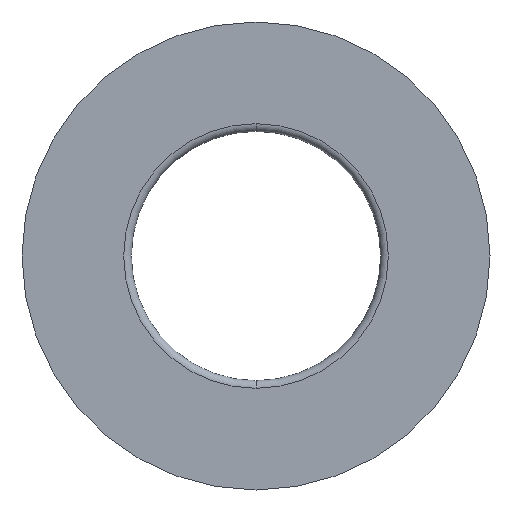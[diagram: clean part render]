
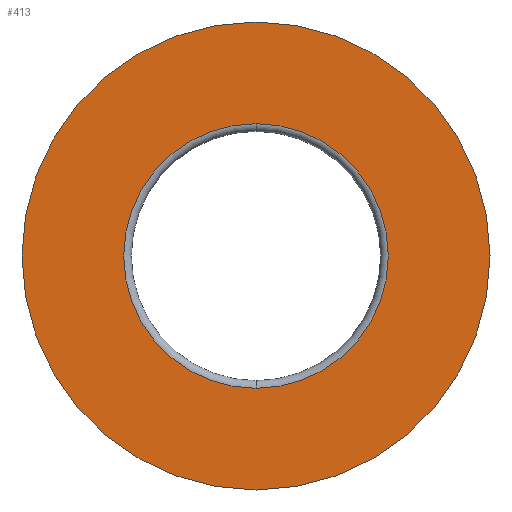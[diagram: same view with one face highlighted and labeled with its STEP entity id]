
A CAD part, front view. The second image highlights one B-rep face of the part: STEP entity #413.
In plain terms, the highlighted planar face has unit normal (0, -1, 0).
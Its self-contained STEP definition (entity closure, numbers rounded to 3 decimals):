
#21 = AXIS2_PLACEMENT_3D ( 'NONE', #418, #393, #109 ) ;
#59 = DIRECTION ( 'NONE',  ( 0., 1., 0. ) ) ;
#85 = CIRCLE ( 'NONE', #356, 34.5 ) ;
#91 = CARTESIAN_POINT ( 'NONE',  ( 0., 0., 0. ) ) ;
#92 = ORIENTED_EDGE ( 'NONE', *, *, #176, .T. ) ;
#98 = ORIENTED_EDGE ( 'NONE', *, *, #326, .F. ) ;
#102 = CIRCLE ( 'NONE', #21, 61. ) ;
#109 = DIRECTION ( 'NONE',  ( 0., 0., 1. ) ) ;
#118 = AXIS2_PLACEMENT_3D ( 'NONE', #91, #59, #263 ) ;
#121 = CIRCLE ( 'NONE', #118, 34.5 ) ;
#122 = CARTESIAN_POINT ( 'NONE',  ( 0., 0., 0. ) ) ;
#135 = PLANE ( 'NONE',  #262 ) ;
#136 = VERTEX_POINT ( 'NONE', #191 ) ;
#147 = EDGE_LOOP ( 'NONE', ( #422, #98 ) ) ;
#174 = CARTESIAN_POINT ( 'NONE',  ( 0., 0., 61. ) ) ;
#176 = EDGE_CURVE ( 'NONE', #213, #304, #85, .T. ) ;
#191 = CARTESIAN_POINT ( 'NONE',  ( 0., 0., -61. ) ) ;
#197 = AXIS2_PLACEMENT_3D ( 'NONE', #122, #402, #231 ) ;
#212 = EDGE_CURVE ( 'NONE', #433, #136, #320, .T. ) ;
#213 = VERTEX_POINT ( 'NONE', #428 ) ;
#228 = EDGE_CURVE ( 'NONE', #304, #213, #121, .T. ) ;
#231 = DIRECTION ( 'NONE',  ( 0., 0., 1. ) ) ;
#237 = CARTESIAN_POINT ( 'NONE',  ( -61., 0., 0. ) ) ;
#240 = FACE_BOUND ( 'NONE', #271, .T. ) ;
#243 = FACE_OUTER_BOUND ( 'NONE', #147, .T. ) ;
#262 = AXIS2_PLACEMENT_3D ( 'NONE', #237, #305, #301 ) ;
#263 = DIRECTION ( 'NONE',  ( 0., 0., 1. ) ) ;
#271 = EDGE_LOOP ( 'NONE', ( #315, #92 ) ) ;
#301 = DIRECTION ( 'NONE',  ( 0., 0., -1. ) ) ;
#304 = VERTEX_POINT ( 'NONE', #348 ) ;
#305 = DIRECTION ( 'NONE',  ( 0., -1., 0. ) ) ;
#315 = ORIENTED_EDGE ( 'NONE', *, *, #228, .T. ) ;
#320 = CIRCLE ( 'NONE', #197, 61. ) ;
#326 = EDGE_CURVE ( 'NONE', #136, #433, #102, .T. ) ;
#329 = DIRECTION ( 'NONE',  ( 0., 1., 0. ) ) ;
#348 = CARTESIAN_POINT ( 'NONE',  ( 0., 0., 34.5 ) ) ;
#356 = AXIS2_PLACEMENT_3D ( 'NONE', #405, #329, #399 ) ;
#393 = DIRECTION ( 'NONE',  ( 0., 1., 0. ) ) ;
#399 = DIRECTION ( 'NONE',  ( 0., 0., 1. ) ) ;
#402 = DIRECTION ( 'NONE',  ( 0., 1., 0. ) ) ;
#405 = CARTESIAN_POINT ( 'NONE',  ( 0., 0., 0. ) ) ;
#413 = ADVANCED_FACE ( 'NONE', ( #240, #243 ), #135, .T. ) ;
#418 = CARTESIAN_POINT ( 'NONE',  ( 0., 0., 0. ) ) ;
#422 = ORIENTED_EDGE ( 'NONE', *, *, #212, .F. ) ;
#428 = CARTESIAN_POINT ( 'NONE',  ( 0., 0., -34.5 ) ) ;
#433 = VERTEX_POINT ( 'NONE', #174 ) ;
